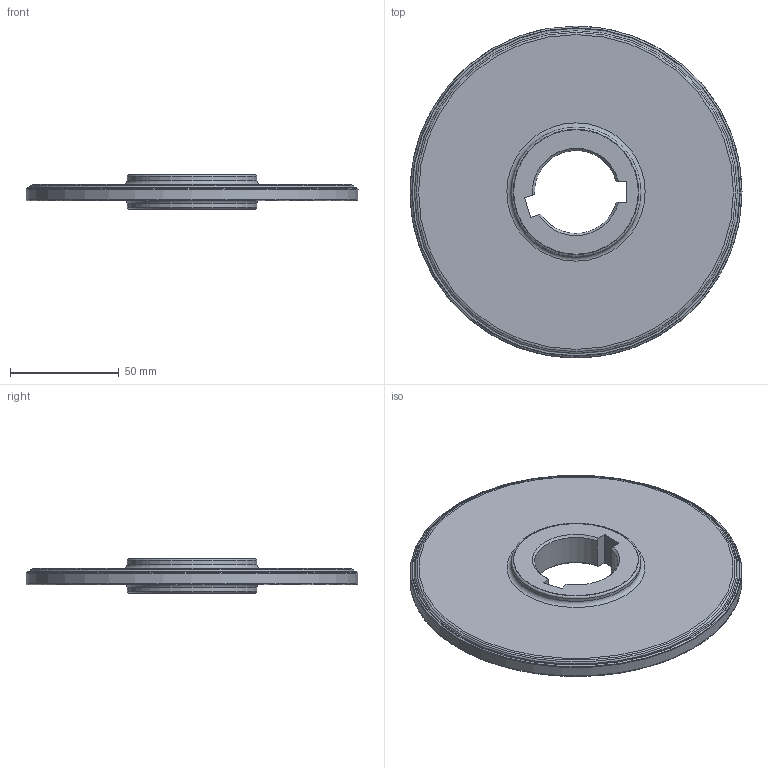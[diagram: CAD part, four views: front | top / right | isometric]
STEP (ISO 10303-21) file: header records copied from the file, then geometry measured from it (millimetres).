
FILE_DESCRIPTION(/* description */ (''),/* implementation_level */ '2;1');
FILE_NAME(/* name */ '335.18-06.00-0506R.stp',/* time_stamp */ '2020-07-06T07:34:47+05:00',/* author */ (''),/* organization */ (''),/* preprocessor_version */ 'ST-DEVELOPER v16.7',/* originating_system */ 'SIEMENS PLM Software NX 12.0',/* authorisation */ '');
FILE_SCHEMA (('AUTOMOTIVE_DESIGN { 1 0 10303 214 3 1 1 1 }'));
Length unit declared in the file: millimetre
Products named in the file (1): inpu31F8C4520xlc
Bounding box: 152.44 x 152.44 x 15.88 mm (x, y, z)
Volume: 136390.9 mm3; surface area: 46803.6 mm2
Topology: 2 solids, 2 shells, 49 faces, 122 edges, 77 vertices
Faces by surface type: revolution 13, cylinder 10, plane 10, cone 8, torus 8
Full cylindrical faces by diameter (mm): 59.483 x2, 145.215 x1, 149.07 x1
Entity records: 1354 total; most frequent: CARTESIAN_POINT 285, DIRECTION 218, ORIENTED_EDGE 160, AXIS2_PLACEMENT_3D 88, EDGE_LOOP 82, EDGE_CURVE 80, FACE_BOUND 66, VERTEX_POINT 64
